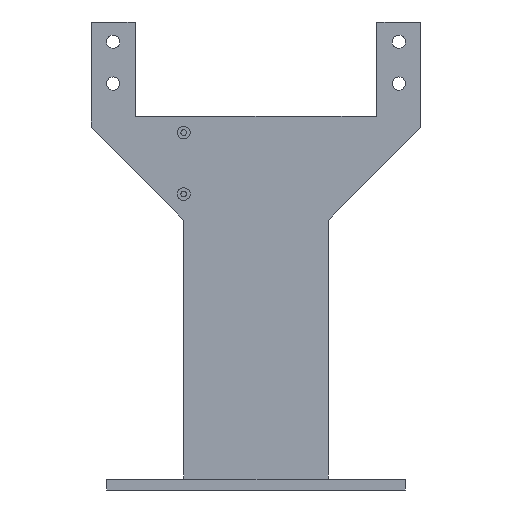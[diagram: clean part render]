
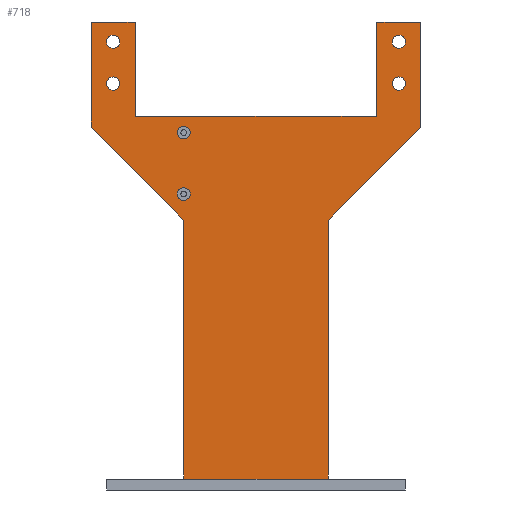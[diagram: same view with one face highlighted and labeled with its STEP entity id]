
A CAD part, left-side view. The second image highlights one B-rep face of the part: STEP entity #718.
In plain terms, the highlighted planar face has unit normal (-1, 0, 0).
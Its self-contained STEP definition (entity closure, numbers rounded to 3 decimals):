
#16=FACE_BOUND('',#98,.T.);
#17=FACE_BOUND('',#99,.T.);
#18=FACE_BOUND('',#100,.T.);
#19=FACE_BOUND('',#101,.T.);
#20=FACE_BOUND('',#102,.T.);
#21=FACE_BOUND('',#103,.T.);
#28=PLANE('',#773);
#59=FACE_OUTER_BOUND('',#97,.T.);
#97=EDGE_LOOP('',(#513,#514,#515,#516,#517,#518,#519,#520,#521,#522,#523,
#524,#525,#526,#527,#528,#529));
#98=EDGE_LOOP('',(#530));
#99=EDGE_LOOP('',(#531));
#100=EDGE_LOOP('',(#532));
#101=EDGE_LOOP('',(#533));
#102=EDGE_LOOP('',(#534));
#103=EDGE_LOOP('',(#535));
#144=LINE('',#1030,#230);
#145=LINE('',#1032,#231);
#146=LINE('',#1034,#232);
#147=LINE('',#1036,#233);
#148=LINE('',#1038,#234);
#149=LINE('',#1040,#235);
#150=LINE('',#1042,#236);
#151=LINE('',#1044,#237);
#152=LINE('',#1046,#238);
#153=LINE('',#1048,#239);
#154=LINE('',#1050,#240);
#155=LINE('',#1052,#241);
#156=LINE('',#1054,#242);
#157=LINE('',#1056,#243);
#158=LINE('',#1058,#244);
#159=LINE('',#1060,#245);
#160=LINE('',#1061,#246);
#230=VECTOR('',#839,10.);
#231=VECTOR('',#840,10.);
#232=VECTOR('',#841,10.);
#233=VECTOR('',#842,10.);
#234=VECTOR('',#843,10.);
#235=VECTOR('',#844,10.);
#236=VECTOR('',#845,10.);
#237=VECTOR('',#846,10.);
#238=VECTOR('',#847,10.);
#239=VECTOR('',#848,10.);
#240=VECTOR('',#849,10.);
#241=VECTOR('',#850,10.);
#242=VECTOR('',#851,10.);
#243=VECTOR('',#852,10.);
#244=VECTOR('',#853,10.);
#245=VECTOR('',#854,10.);
#246=VECTOR('',#855,10.);
#317=CIRCLE('',#771,2.9);
#318=CIRCLE('',#774,2.9);
#319=CIRCLE('',#775,3.);
#320=CIRCLE('',#776,3.);
#321=CIRCLE('',#777,3.);
#322=CIRCLE('',#778,3.);
#333=VERTEX_POINT('',#1023);
#334=VERTEX_POINT('',#1028);
#335=VERTEX_POINT('',#1029);
#336=VERTEX_POINT('',#1031);
#337=VERTEX_POINT('',#1033);
#338=VERTEX_POINT('',#1035);
#339=VERTEX_POINT('',#1037);
#340=VERTEX_POINT('',#1039);
#341=VERTEX_POINT('',#1041);
#342=VERTEX_POINT('',#1043);
#343=VERTEX_POINT('',#1045);
#344=VERTEX_POINT('',#1047);
#345=VERTEX_POINT('',#1049);
#346=VERTEX_POINT('',#1051);
#347=VERTEX_POINT('',#1053);
#348=VERTEX_POINT('',#1055);
#349=VERTEX_POINT('',#1057);
#350=VERTEX_POINT('',#1059);
#351=VERTEX_POINT('',#1062);
#352=VERTEX_POINT('',#1064);
#353=VERTEX_POINT('',#1066);
#354=VERTEX_POINT('',#1068);
#355=VERTEX_POINT('',#1070);
#406=EDGE_CURVE('',#333,#333,#317,.T.);
#407=EDGE_CURVE('',#334,#335,#144,.T.);
#408=EDGE_CURVE('',#336,#334,#145,.T.);
#409=EDGE_CURVE('',#336,#337,#146,.T.);
#410=EDGE_CURVE('',#338,#337,#147,.T.);
#411=EDGE_CURVE('',#338,#339,#148,.T.);
#412=EDGE_CURVE('',#339,#340,#149,.T.);
#413=EDGE_CURVE('',#341,#340,#150,.T.);
#414=EDGE_CURVE('',#342,#341,#151,.T.);
#415=EDGE_CURVE('',#343,#342,#152,.T.);
#416=EDGE_CURVE('',#344,#343,#153,.T.);
#417=EDGE_CURVE('',#345,#344,#154,.T.);
#418=EDGE_CURVE('',#345,#346,#155,.T.);
#419=EDGE_CURVE('',#346,#347,#156,.T.);
#420=EDGE_CURVE('',#348,#347,#157,.T.);
#421=EDGE_CURVE('',#349,#348,#158,.T.);
#422=EDGE_CURVE('',#350,#349,#159,.T.);
#423=EDGE_CURVE('',#335,#350,#160,.T.);
#424=EDGE_CURVE('',#351,#351,#318,.T.);
#425=EDGE_CURVE('',#352,#352,#319,.F.);
#426=EDGE_CURVE('',#353,#353,#320,.F.);
#427=EDGE_CURVE('',#354,#354,#321,.F.);
#428=EDGE_CURVE('',#355,#355,#322,.F.);
#513=ORIENTED_EDGE('',*,*,#407,.F.);
#514=ORIENTED_EDGE('',*,*,#408,.F.);
#515=ORIENTED_EDGE('',*,*,#409,.T.);
#516=ORIENTED_EDGE('',*,*,#410,.F.);
#517=ORIENTED_EDGE('',*,*,#411,.T.);
#518=ORIENTED_EDGE('',*,*,#412,.T.);
#519=ORIENTED_EDGE('',*,*,#413,.F.);
#520=ORIENTED_EDGE('',*,*,#414,.F.);
#521=ORIENTED_EDGE('',*,*,#415,.F.);
#522=ORIENTED_EDGE('',*,*,#416,.F.);
#523=ORIENTED_EDGE('',*,*,#417,.F.);
#524=ORIENTED_EDGE('',*,*,#418,.T.);
#525=ORIENTED_EDGE('',*,*,#419,.T.);
#526=ORIENTED_EDGE('',*,*,#420,.F.);
#527=ORIENTED_EDGE('',*,*,#421,.F.);
#528=ORIENTED_EDGE('',*,*,#422,.F.);
#529=ORIENTED_EDGE('',*,*,#423,.F.);
#530=ORIENTED_EDGE('',*,*,#424,.T.);
#531=ORIENTED_EDGE('',*,*,#425,.F.);
#532=ORIENTED_EDGE('',*,*,#426,.F.);
#533=ORIENTED_EDGE('',*,*,#427,.T.);
#534=ORIENTED_EDGE('',*,*,#428,.T.);
#535=ORIENTED_EDGE('',*,*,#406,.T.);
#718=ADVANCED_FACE('',(#59,#16,#17,#18,#19,#20,#21),#28,.T.);
#771=AXIS2_PLACEMENT_3D('',#1025,#833,#834);
#773=AXIS2_PLACEMENT_3D('',#1027,#837,#838);
#774=AXIS2_PLACEMENT_3D('',#1063,#856,#857);
#775=AXIS2_PLACEMENT_3D('',#1065,#858,#859);
#776=AXIS2_PLACEMENT_3D('',#1067,#860,#861);
#777=AXIS2_PLACEMENT_3D('',#1069,#862,#863);
#778=AXIS2_PLACEMENT_3D('',#1071,#864,#865);
#833=DIRECTION('center_axis',(1.,0.,0.));
#834=DIRECTION('ref_axis',(0.,-1.,0.));
#837=DIRECTION('center_axis',(-1.,0.,0.));
#838=DIRECTION('ref_axis',(0.,0.,1.));
#839=DIRECTION('',(0.,0.,-1.));
#840=DIRECTION('',(0.,-1.,0.));
#841=DIRECTION('',(0.,0.,-1.));
#842=DIRECTION('',(0.,0.,1.));
#843=DIRECTION('',(0.,-1.,0.));
#844=DIRECTION('',(0.,-0.707,-0.707));
#845=DIRECTION('',(0.,0.,1.));
#846=DIRECTION('',(0.,1.,0.));
#847=DIRECTION('',(0.,0.,-1.));
#848=DIRECTION('',(0.,0.707,-0.707));
#849=DIRECTION('',(0.,0.,-1.));
#850=DIRECTION('',(0.,1.,0.));
#851=DIRECTION('',(0.,0.,-1.));
#852=DIRECTION('',(0.,-1.,0.));
#853=DIRECTION('',(0.,-1.,0.));
#854=DIRECTION('',(0.,-1.,0.));
#855=DIRECTION('',(0.,-1.,0.));
#856=DIRECTION('center_axis',(1.,0.,0.));
#857=DIRECTION('ref_axis',(0.,-1.,0.));
#858=DIRECTION('center_axis',(1.,0.,0.));
#859=DIRECTION('ref_axis',(0.,1.,0.));
#860=DIRECTION('center_axis',(1.,0.,0.));
#861=DIRECTION('ref_axis',(0.,1.,0.));
#862=DIRECTION('center_axis',(-1.,0.,0.));
#863=DIRECTION('ref_axis',(0.,-1.,0.));
#864=DIRECTION('center_axis',(-1.,0.,0.));
#865=DIRECTION('ref_axis',(0.,-1.,0.));
#1023=CARTESIAN_POINT('',(-26.875,35.775,-35.3));
#1025=CARTESIAN_POINT('Origin',(-26.875,32.875,-35.3));
#1027=CARTESIAN_POINT('Origin',(-26.875,-57.,19.508));
#1028=CARTESIAN_POINT('',(-26.875,55.,43.008));
#1029=CARTESIAN_POINT('',(-26.875,55.,0.));
#1030=CARTESIAN_POINT('',(-26.875,55.,19.258));
#1031=CARTESIAN_POINT('',(-26.875,75.,43.008));
#1032=CARTESIAN_POINT('',(-26.875,61.,43.008));
#1033=CARTESIAN_POINT('',(-26.875,75.,-0.008));
#1034=CARTESIAN_POINT('',(-26.875,75.,19.258));
#1035=CARTESIAN_POINT('',(-26.875,75.,-5.008));
#1036=CARTESIAN_POINT('',(-26.875,75.,-5.008));
#1037=CARTESIAN_POINT('',(-26.875,74.985,-5.008));
#1038=CARTESIAN_POINT('',(-26.875,75.,-5.008));
#1039=CARTESIAN_POINT('',(-26.875,32.875,-47.125));
#1040=CARTESIAN_POINT('',(-26.875,75.,-4.992));
#1041=CARTESIAN_POINT('',(-26.875,32.875,-165.));
#1042=CARTESIAN_POINT('',(-26.875,32.875,9.25));
#1043=CARTESIAN_POINT('',(-26.875,-32.875,-165.));
#1044=CARTESIAN_POINT('',(-26.875,-16.438,-165.));
#1045=CARTESIAN_POINT('',(-26.875,-32.875,-47.125));
#1046=CARTESIAN_POINT('',(-26.875,-32.875,9.25));
#1047=CARTESIAN_POINT('',(-26.875,-75.,-4.992));
#1048=CARTESIAN_POINT('',(-26.875,-75.,-4.992));
#1049=CARTESIAN_POINT('',(-26.875,-75.,43.008));
#1050=CARTESIAN_POINT('',(-26.875,-75.,19.258));
#1051=CARTESIAN_POINT('',(-26.875,-55.,43.008));
#1052=CARTESIAN_POINT('',(-26.875,-61.,43.008));
#1053=CARTESIAN_POINT('',(-26.875,-55.,0.));
#1054=CARTESIAN_POINT('',(-26.875,-55.,19.258));
#1055=CARTESIAN_POINT('',(-26.875,-40.125,0.));
#1056=CARTESIAN_POINT('',(-26.875,75.,0.));
#1057=CARTESIAN_POINT('',(-26.875,-32.875,0.));
#1058=CARTESIAN_POINT('',(-26.875,75.,0.));
#1059=CARTESIAN_POINT('',(-26.875,32.875,0.));
#1060=CARTESIAN_POINT('',(-26.875,-28.5,0.));
#1061=CARTESIAN_POINT('',(-26.875,75.,0.));
#1062=CARTESIAN_POINT('',(-26.875,35.775,-7.3));
#1063=CARTESIAN_POINT('Origin',(-26.875,32.875,-7.3));
#1064=CARTESIAN_POINT('',(-26.875,-68.,34.008));
#1065=CARTESIAN_POINT('Origin',(-26.875,-65.,34.008));
#1066=CARTESIAN_POINT('',(-26.875,-68.,15.008));
#1067=CARTESIAN_POINT('Origin',(-26.875,-65.,15.008));
#1068=CARTESIAN_POINT('',(-26.875,68.,15.008));
#1069=CARTESIAN_POINT('Origin',(-26.875,65.,15.008));
#1070=CARTESIAN_POINT('',(-26.875,68.,34.008));
#1071=CARTESIAN_POINT('Origin',(-26.875,65.,34.008));
